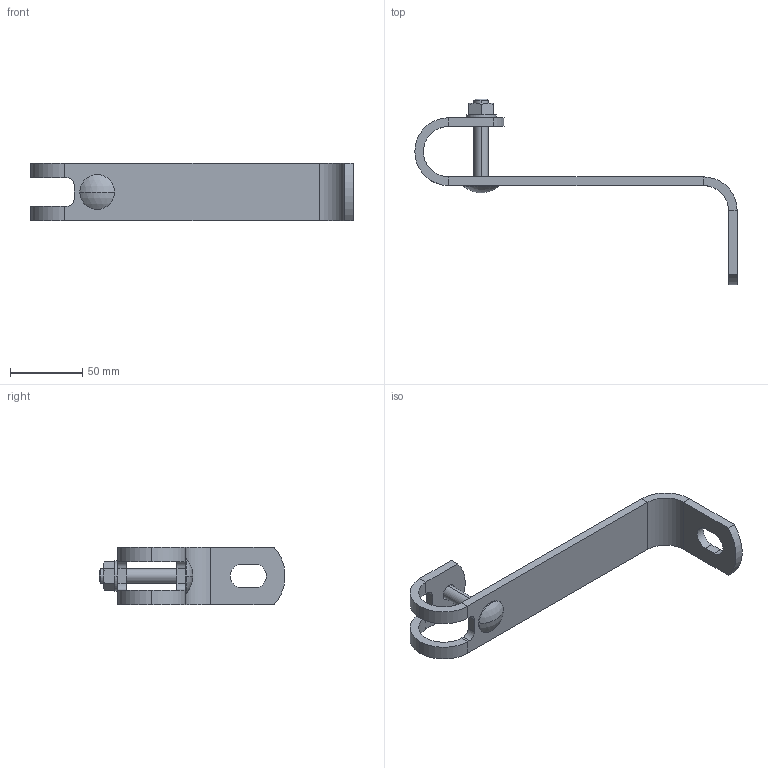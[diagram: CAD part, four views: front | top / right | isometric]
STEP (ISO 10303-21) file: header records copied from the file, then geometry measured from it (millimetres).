
FILE_DESCRIPTION (( 'STEP AP203' ), '1' );
FILE_NAME ('0928061000.STEP', '2024-05-21T11:08:32', ( '' ), ( '' ), 'SwSTEP 2.0', 'SolidWorks 2022', '' );
FILE_SCHEMA (( 'CONFIG_CONTROL_DESIGN' ));
Length unit declared in the file: metre
Products named in the file (1): 0928061000
Bounding box: 223.5 x 128.9 x 40 mm (x, y, z)
Volume: 81410.7 mm3; surface area: 35771.5 mm2
Topology: 4 solids, 4 shells, 105 faces, 243 edges, 145 vertices
Faces by surface type: plane 48, cylinder 37, cone 18, sphere 2
Entity records: 3122 total; most frequent: CARTESIAN_POINT 642, DIRECTION 517, ORIENTED_EDGE 486, EDGE_CURVE 243, AXIS2_PLACEMENT_3D 196, VERTEX_POINT 145, LINE 125, VECTOR 125
